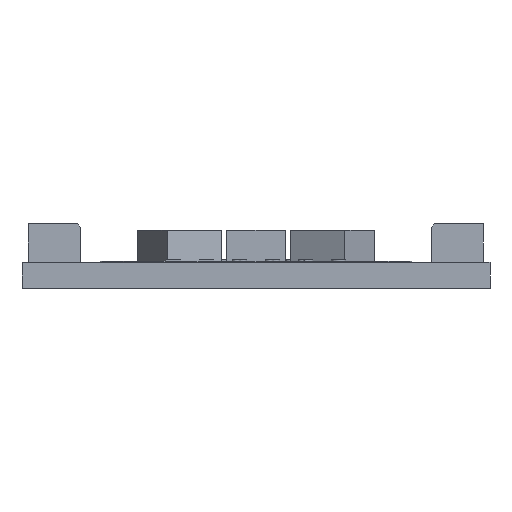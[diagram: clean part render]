
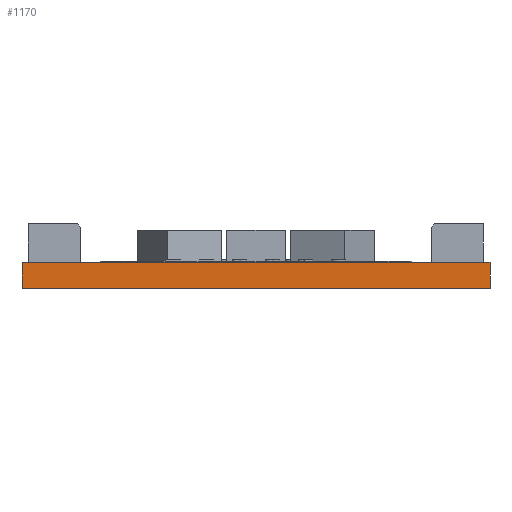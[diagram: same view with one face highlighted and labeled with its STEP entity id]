
A CAD part, front view. The second image highlights one B-rep face of the part: STEP entity #1170.
In plain terms, the highlighted planar face has unit normal (0, -1, 0).
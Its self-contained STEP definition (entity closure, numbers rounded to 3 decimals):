
#1170=ADVANCED_FACE('',(#1664),#5045,.T.);
#1664=FACE_OUTER_BOUND('',#2160,.F.);
#2160=EDGE_LOOP('',(#2908,#2909,#2910,#2911));
#2908=ORIENTED_EDGE('',*,*,#5805,.F.);
#2909=ORIENTED_EDGE('',*,*,#5844,.F.);
#2910=ORIENTED_EDGE('',*,*,#5839,.T.);
#2911=ORIENTED_EDGE('',*,*,#5842,.T.);
#5045=PLANE('',#10132);
#5805=EDGE_CURVE('',#8584,#8587,#6950,.T.);
#5839=EDGE_CURVE('',#8549,#8551,#6952,.T.);
#5842=EDGE_CURVE('',#8551,#8587,#6955,.T.);
#5844=EDGE_CURVE('',#8549,#8584,#6957,.T.);
#6950=LINE('',#13095,#7714);
#6952=LINE('',#13129,#7716);
#6955=LINE('',#13132,#7719);
#6957=LINE('',#13134,#7721);
#7714=VECTOR('',#10878,36.);
#7716=VECTOR('',#10944,36.);
#7719=VECTOR('',#10947,2.);
#7721=VECTOR('',#10949,2.);
#8549=VERTEX_POINT('',#12989);
#8551=VERTEX_POINT('',#12991);
#8584=VERTEX_POINT('',#13024);
#8587=VERTEX_POINT('',#13027);
#10132=AXIS2_PLACEMENT_3D('',#13202,#11051,#11052);
#10878=DIRECTION('',(-1.,0.,0.));
#10944=DIRECTION('',(-1.,0.,0.));
#10947=DIRECTION('',(0.,0.,1.));
#10949=DIRECTION('',(0.,0.,1.));
#11051=DIRECTION('',(0.,-1.,0.));
#11052=DIRECTION('',(-1.,0.,0.));
#12989=CARTESIAN_POINT('',(36.,0.,0.));
#12991=CARTESIAN_POINT('',(0.,0.,0.));
#13024=CARTESIAN_POINT('',(36.,0.,2.));
#13027=CARTESIAN_POINT('',(0.,0.,2.));
#13095=CARTESIAN_POINT('',(36.,0.,2.));
#13129=CARTESIAN_POINT('',(36.,0.,0.));
#13132=CARTESIAN_POINT('',(0.,0.,0.));
#13134=CARTESIAN_POINT('',(36.,0.,0.));
#13202=CARTESIAN_POINT('',(37.8,0.,3.8));
